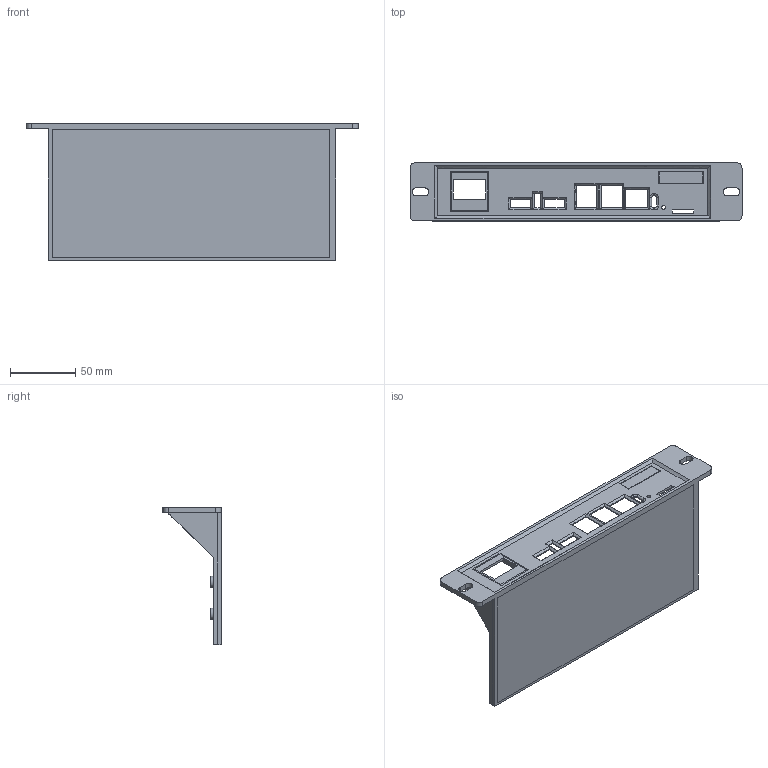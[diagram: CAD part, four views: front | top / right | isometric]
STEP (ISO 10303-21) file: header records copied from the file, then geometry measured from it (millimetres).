
FILE_DESCRIPTION(/* description */ ('','CAx-IF Rec.Pracs.---Representation and Presentation of Product Manufacturing Information (PMI)---4.0---2014-10-13'),/* implementation_level */ '2;1');
FILE_NAME(/* name */ '10-In-Rack_CM5-Frame.step',/* time_stamp */ '2025-02-25T17:33:43+01:00',/* author */ (''),/* organization */ (''),/* preprocessor_version */ 'ST-DEVELOPER v20',/* originating_system */ 'Autodesk Translation Framework v13.20.0.188',/* authorisation */ '');
FILE_SCHEMA (('AP242_MANAGED_MODEL_BASED_3D_ENGINEERING_MIM_LF { 1 0 10303 442 1 1 4 }'));
Length unit declared in the file: millimetre
Products named in the file (3): 10 -In-Rack_CM5-Frame; Frame; 10" Rack Top_BTM v3
Assembly tree (2 placements, depth 3):
  10 -In-Rack_CM5-Frame
    Frame
      10" Rack Top_BTM v3
Bounding box: 254.02 x 44.54 x 104.95 mm (x, y, z)
Volume: 58140.7 mm3; surface area: 76533.7 mm2
Topology: 2 solids, 2 shells, 213 faces, 535 edges, 334 vertices
Faces by surface type: plane 109, cylinder 52, bspline 36, torus 16
Full cylindrical faces by diameter (mm): 3 x1, 4.5 x5, 8.5 x4
Entity records: 8275 total; most frequent: CARTESIAN_POINT 3268, ORIENTED_EDGE 1062, DIRECTION 934, EDGE_CURVE 531, VERTEX_POINT 334, AXIS2_PLACEMENT_3D 316, LINE 302, VECTOR 302
